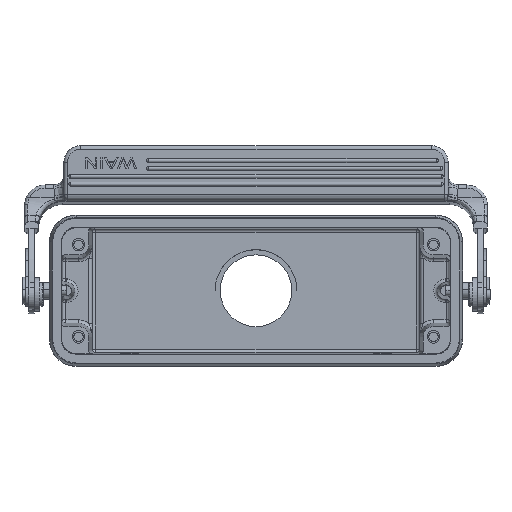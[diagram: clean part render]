
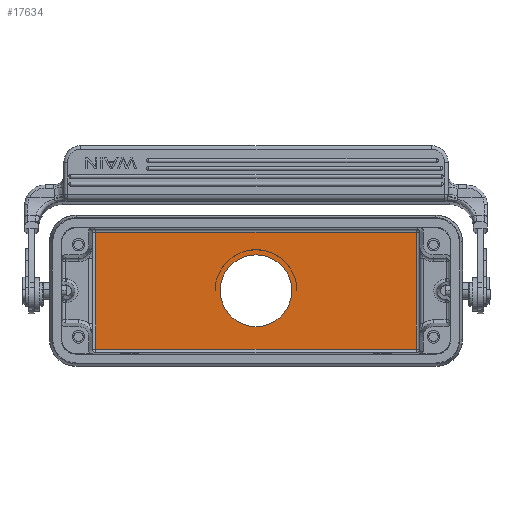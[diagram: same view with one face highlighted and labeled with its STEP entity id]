
A CAD part, front view. The second image highlights one B-rep face of the part: STEP entity #17634.
In plain terms, the highlighted planar face has unit normal (0, -1, 0).
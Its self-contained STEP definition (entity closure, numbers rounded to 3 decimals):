
#34=CARTESIAN_POINT('',(0.,52.,0.));
#35=DIRECTION('',(0.,-1.,0.));
#36=DIRECTION('',(-1.,0.,0.));
#37=AXIS2_PLACEMENT_3D('',#34,#35,#36);
#39=CARTESIAN_POINT('',(0.,52.,0.));
#40=DIRECTION('',(0.,-1.,0.));
#41=DIRECTION('',(1.,0.,0.));
#42=AXIS2_PLACEMENT_3D('',#39,#40,#41);
#44=CARTESIAN_POINT('',(0.,52.,0.049));
#45=DIRECTION('',(0.,-1.,0.));
#46=DIRECTION('',(1.,0.,-0.001));
#47=AXIS2_PLACEMENT_3D('',#44,#45,#46);
#49=CARTESIAN_POINT('',(0.,52.,0.));
#50=DIRECTION('',(0.,1.,0.));
#51=DIRECTION('',(-1.,0.,0.004));
#52=AXIS2_PLACEMENT_3D('',#49,#50,#51);
#54=DIRECTION('',(0.,0.,-1.));
#55=VECTOR('',#54,34.27);
#56=CARTESIAN_POINT('',(-47.,52.,17.135));
#57=LINE('',#56,#55);
#307=DIRECTION('',(1.,0.,0.));
#308=VECTOR('',#307,94.);
#309=CARTESIAN_POINT('',(-47.,52.,-17.135));
#310=LINE('',#309,#308);
#334=DIRECTION('',(0.,0.,1.));
#335=VECTOR('',#334,34.27);
#336=CARTESIAN_POINT('',(47.,52.,-17.135));
#337=LINE('',#336,#335);
#357=DIRECTION('',(-1.,0.,0.));
#358=VECTOR('',#357,94.);
#359=CARTESIAN_POINT('',(47.,52.,17.135));
#360=LINE('',#359,#358);
#16117=CARTESIAN_POINT('',(-47.,52.,17.135));
#16118=VERTEX_POINT('',#16117);
#16119=CARTESIAN_POINT('',(-47.,52.,-17.135));
#16120=VERTEX_POINT('',#16119);
#16123=CARTESIAN_POINT('',(47.,52.,17.135));
#16124=VERTEX_POINT('',#16123);
#16125=CARTESIAN_POINT('',(47.,52.,-17.135));
#16126=VERTEX_POINT('',#16125);
#16127=CARTESIAN_POINT('',(-10.5,52.,0.));
#16128=CARTESIAN_POINT('',(10.5,52.,0.));
#16129=VERTEX_POINT('',#16127);
#16130=VERTEX_POINT('',#16128);
#16131=CARTESIAN_POINT('',(12.,52.,0.043));
#16132=CARTESIAN_POINT('',(-12.,52.,0.052));
#16133=VERTEX_POINT('',#16131);
#16134=VERTEX_POINT('',#16132);
#17609=CARTESIAN_POINT('',(57.,52.,-18.5));
#17610=DIRECTION('',(0.,1.,0.));
#17611=DIRECTION('',(1.,0.,0.));
#17612=AXIS2_PLACEMENT_3D('',#17609,#17610,#17611);
#17613=PLANE('',#17612);
#17615=ORIENTED_EDGE('',*,*,#17614,.F.);
#17617=ORIENTED_EDGE('',*,*,#17616,.F.);
#17619=ORIENTED_EDGE('',*,*,#17618,.F.);
#17621=ORIENTED_EDGE('',*,*,#17620,.F.);
#17622=EDGE_LOOP('',(#17615,#17617,#17619,#17621));
#17623=FACE_OUTER_BOUND('',#17622,.F.);
#17625=ORIENTED_EDGE('',*,*,#17624,.T.);
#17627=ORIENTED_EDGE('',*,*,#17626,.T.);
#17628=EDGE_LOOP('',(#17625,#17627));
#17629=FACE_BOUND('',#17628,.F.);
#17630=ORIENTED_EDGE('',*,*,#17603,.T.);
#17631=ORIENTED_EDGE('',*,*,#17581,.T.);
#17632=EDGE_LOOP('',(#17630,#17631));
#17633=FACE_BOUND('',#17632,.F.);
#17634=ADVANCED_FACE('',(#17623,#17629,#17633),#17613,.F.);
#38=CIRCLE('',#37,10.5);
#43=CIRCLE('',#42,10.5);
#48=CIRCLE('',#47,12.);
#53=CIRCLE('',#52,12.);
#17581=EDGE_CURVE('',#16134,#16133,#53,.T.);
#17603=EDGE_CURVE('',#16133,#16134,#48,.T.);
#17614=EDGE_CURVE('',#16118,#16120,#57,.T.);
#17616=EDGE_CURVE('',#16124,#16118,#360,.T.);
#17618=EDGE_CURVE('',#16126,#16124,#337,.T.);
#17620=EDGE_CURVE('',#16120,#16126,#310,.T.);
#17624=EDGE_CURVE('',#16129,#16130,#38,.T.);
#17626=EDGE_CURVE('',#16130,#16129,#43,.T.);
